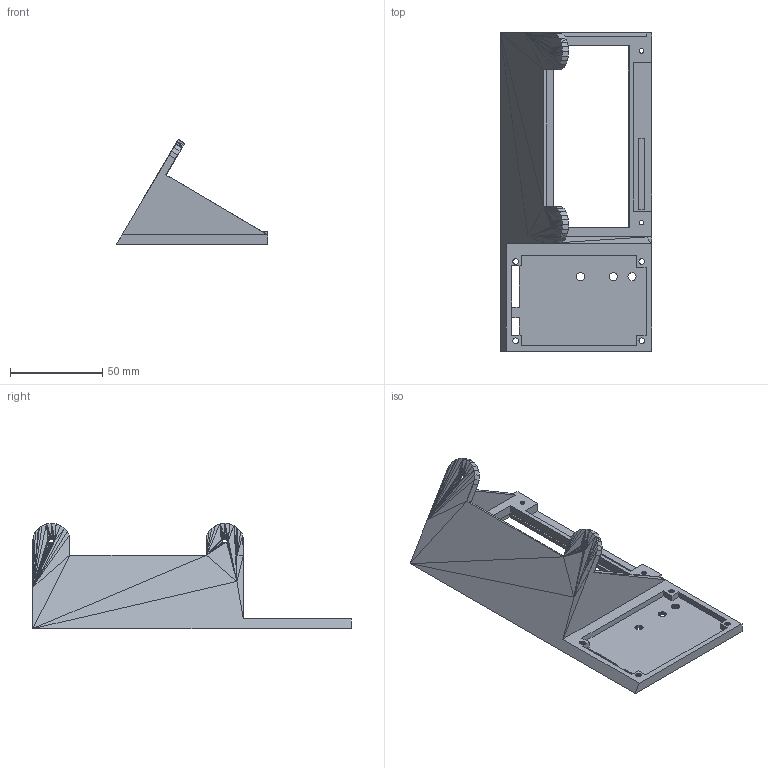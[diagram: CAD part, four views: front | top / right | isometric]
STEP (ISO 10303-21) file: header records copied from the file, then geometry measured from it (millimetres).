
FILE_DESCRIPTION(('FreeCAD Model'),'2;1');
FILE_NAME('Open CASCADE Shape Model','2025-06-15T10:10:04',(''),(''), 'Open CASCADE STEP processor 7.8','FreeCAD','Unknown');
FILE_SCHEMA(('AUTOMOTIVE_DESIGN { 1 0 10303 214 1 1 1 1 }'));
Length unit declared in the file: millimetre
Products named in the file (1): Control_module001 (Solid)001
Bounding box: 81.89 x 172.25 x 57 mm (x, y, z)
Volume: 51406.9 mm3; surface area: 42800.8 mm2
Topology: 1 solids, 1 shells, 742 faces, 1779 edges, 1036 vertices
Faces by surface type: plane 742
Entity records: 43684 total; most frequent: CARTESIAN_POINT 7116, DIRECTION 6823, LINE 5337, VECTOR 5337, ORIENTED_EDGE 3558, PCURVE 3558, DEFINITIONAL_REPRESENTATION 3558, EDGE_CURVE 1779
